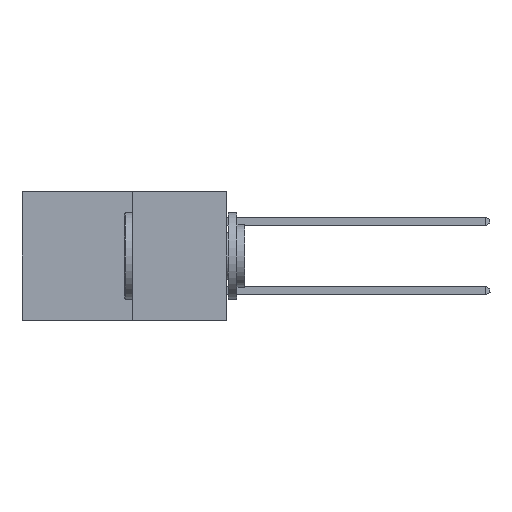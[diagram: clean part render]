
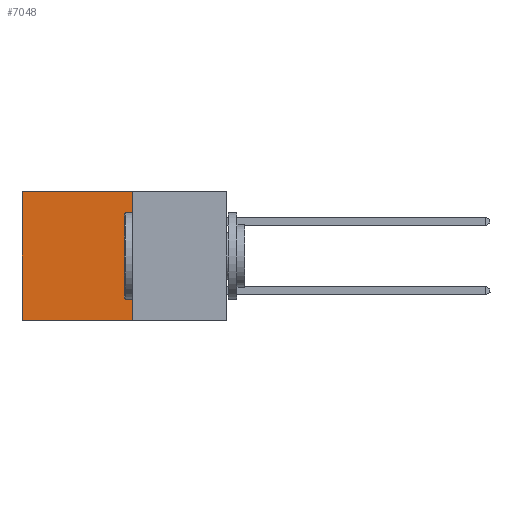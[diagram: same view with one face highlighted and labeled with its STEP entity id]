
A CAD part, left-side view. The second image highlights one B-rep face of the part: STEP entity #7048.
In plain terms, the highlighted planar face has unit normal (-1, 0, 0).
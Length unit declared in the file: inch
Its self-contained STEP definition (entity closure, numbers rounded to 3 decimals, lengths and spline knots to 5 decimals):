
#177 = DIRECTION ( 'NONE',  ( 0., 0., -1. ) ) ;
#1104 = CARTESIAN_POINT ( 'NONE',  ( 0.277, 0.27, -0.37 ) ) ;
#1427 = DIRECTION ( 'NONE',  ( 0., 1., 0. ) ) ;
#2440 = ORIENTED_EDGE ( 'NONE', *, *, #10814, .F. ) ;
#2649 = VECTOR ( 'NONE', #2917, 39.37008 ) ;
#2690 = CARTESIAN_POINT ( 'NONE',  ( 0.277, 0.27, 0. ) ) ;
#2764 = EDGE_CURVE ( 'NONE', #15892, #13768, #15863, .T. ) ;
#2917 = DIRECTION ( 'NONE',  ( 0., 1., 0. ) ) ;
#3959 = FACE_OUTER_BOUND ( 'NONE', #5557, .T. ) ;
#5182 = PLANE ( 'NONE',  #13920 ) ;
#5557 = EDGE_LOOP ( 'NONE', ( #11387, #2440, #7051, #15810 ) ) ;
#6415 = CARTESIAN_POINT ( 'NONE',  ( 0.277, 0.27, -0.37 ) ) ;
#6644 = VERTEX_POINT ( 'NONE', #11337 ) ;
#6859 = CARTESIAN_POINT ( 'NONE',  ( 0.277, 0.59, -0.37 ) ) ;
#7048 = ADVANCED_FACE ( 'NONE', ( #3959 ), #5182, .F. ) ;
#7051 = ORIENTED_EDGE ( 'NONE', *, *, #2764, .F. ) ;
#7668 = DIRECTION ( 'NONE',  ( 1., 0., 0. ) ) ;
#7706 = LINE ( 'NONE', #6859, #13613 ) ;
#8448 = EDGE_CURVE ( 'NONE', #15892, #12935, #13502, .T. ) ;
#9169 = VECTOR ( 'NONE', #9284, 39.37008 ) ;
#9284 = DIRECTION ( 'NONE',  ( 0., 0., -1. ) ) ;
#9699 = LINE ( 'NONE', #15391, #2649 ) ;
#9767 = VECTOR ( 'NONE', #1427, 39.37008 ) ;
#10349 = CARTESIAN_POINT ( 'NONE',  ( 0.277, 0.27, -0.37 ) ) ;
#10814 = EDGE_CURVE ( 'NONE', #13768, #6644, #9699, .T. ) ;
#10940 = EDGE_CURVE ( 'NONE', #12935, #6644, #7706, .T. ) ;
#11337 = CARTESIAN_POINT ( 'NONE',  ( 0.277, 0.59, -0.37 ) ) ;
#11387 = ORIENTED_EDGE ( 'NONE', *, *, #10940, .T. ) ;
#11848 = DIRECTION ( 'NONE',  ( 0., 0., -1. ) ) ;
#12935 = VERTEX_POINT ( 'NONE', #14497 ) ;
#13502 = LINE ( 'NONE', #2690, #9767 ) ;
#13613 = VECTOR ( 'NONE', #11848, 39.37008 ) ;
#13768 = VERTEX_POINT ( 'NONE', #1104 ) ;
#13920 = AXIS2_PLACEMENT_3D ( 'NONE', #6415, #7668, #177 ) ;
#13966 = CARTESIAN_POINT ( 'NONE',  ( 0.277, 0.27, 0. ) ) ;
#14497 = CARTESIAN_POINT ( 'NONE',  ( 0.277, 0.59, 0. ) ) ;
#15391 = CARTESIAN_POINT ( 'NONE',  ( 0.277, 0.27, -0.37 ) ) ;
#15810 = ORIENTED_EDGE ( 'NONE', *, *, #8448, .T. ) ;
#15863 = LINE ( 'NONE', #10349, #9169 ) ;
#15892 = VERTEX_POINT ( 'NONE', #13966 ) ;
